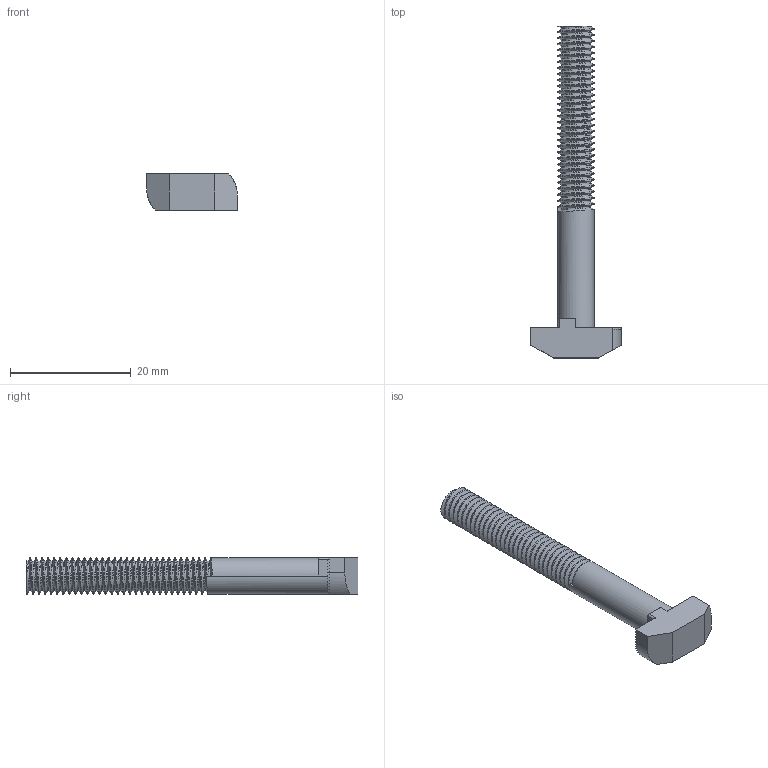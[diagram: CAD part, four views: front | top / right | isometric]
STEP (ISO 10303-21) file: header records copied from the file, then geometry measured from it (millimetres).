
FILE_DESCRIPTION (( 'STEP AP203' ), '1' );
FILE_NAME ('084.301.078.STEP', '2018-03-15T15:15:10', ( '' ), ( '' ), 'SwSTEP 2.0', 'SolidWorks 2016', '' );
FILE_SCHEMA (( 'CONFIG_CONTROL_DESIGN' ));
Length unit declared in the file: millimetre
Products named in the file (1): 084.301.078
Bounding box: 15 x 55 x 6 mm (x, y, z)
Volume: 1642 mm3; surface area: 1575.4 mm2
Topology: 1 solids, 1 shells, 154 faces, 450 edges, 298 vertices
Faces by surface type: plane 83, cylinder 68, bspline 3
Entity records: 9682 total; most frequent: CARTESIAN_POINT 6061, ORIENTED_EDGE 900, DIRECTION 598, EDGE_CURVE 450, VERTEX_POINT 298, VECTOR 232, LINE 232, AXIS2_PLACEMENT_3D 183
